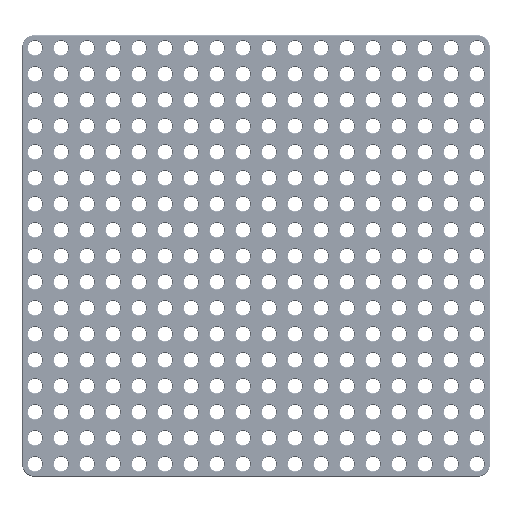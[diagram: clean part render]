
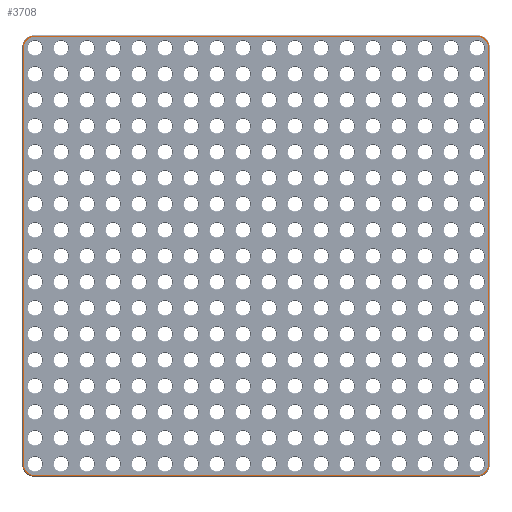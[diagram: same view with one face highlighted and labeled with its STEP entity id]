
A CAD part, top view. The second image highlights one B-rep face of the part: STEP entity #3708.
In plain terms, the highlighted planar face has unit normal (0, 0, 1).
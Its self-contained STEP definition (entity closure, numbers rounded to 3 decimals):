
#126 = VERTEX_POINT('',#127);
#127 = CARTESIAN_POINT('',(0.,-5.95,3.125));
#135 = VERTEX_POINT('',#136);
#136 = CARTESIAN_POINT('',(212.5,-5.95,3.125));
#142 = EDGE_CURVE('',#126,#135,#143,.T.);
#143 = LINE('',#144,#145);
#144 = CARTESIAN_POINT('',(0.,-5.95,3.125));
#145 = VECTOR('',#146,1.);
#146 = DIRECTION('',(1.,0.,0.));
#246 = VERTEX_POINT('',#247);
#247 = CARTESIAN_POINT('',(-5.95,0.,3.125));
#255 = EDGE_CURVE('',#246,#126,#256,.T.);
#256 = CIRCLE('',#257,5.95);
#257 = AXIS2_PLACEMENT_3D('',#258,#259,#260);
#258 = CARTESIAN_POINT('',(0.,0.,3.125));
#259 = DIRECTION('',(0.,0.,1.));
#260 = DIRECTION('',(-1.,0.,0.));
#3708 = ADVANCED_FACE('',(#3709,#3762),#3832,.T.);
#3709 = FACE_BOUND('',#3710,.T.);
#3710 = EDGE_LOOP('',(#3711,#3712,#3713,#3722,#3730,#3739,#3747,#3756));
#3711 = ORIENTED_EDGE('',*,*,#255,.T.);
#3712 = ORIENTED_EDGE('',*,*,#142,.T.);
#3713 = ORIENTED_EDGE('',*,*,#3714,.T.);
#3714 = EDGE_CURVE('',#135,#3715,#3717,.T.);
#3715 = VERTEX_POINT('',#3716);
#3716 = CARTESIAN_POINT('',(218.45,0.,3.125));
#3717 = CIRCLE('',#3718,5.95);
#3718 = AXIS2_PLACEMENT_3D('',#3719,#3720,#3721);
#3719 = CARTESIAN_POINT('',(212.5,0.,3.125));
#3720 = DIRECTION('',(-0.,0.,1.));
#3721 = DIRECTION('',(0.,-1.,0.));
#3722 = ORIENTED_EDGE('',*,*,#3723,.T.);
#3723 = EDGE_CURVE('',#3715,#3724,#3726,.T.);
#3724 = VERTEX_POINT('',#3725);
#3725 = CARTESIAN_POINT('',(218.45,200.,3.125));
#3726 = LINE('',#3727,#3728);
#3727 = CARTESIAN_POINT('',(218.45,0.,3.125));
#3728 = VECTOR('',#3729,1.);
#3729 = DIRECTION('',(0.,1.,0.));
#3730 = ORIENTED_EDGE('',*,*,#3731,.T.);
#3731 = EDGE_CURVE('',#3724,#3732,#3734,.T.);
#3732 = VERTEX_POINT('',#3733);
#3733 = CARTESIAN_POINT('',(212.5,205.95,3.125));
#3734 = CIRCLE('',#3735,5.95);
#3735 = AXIS2_PLACEMENT_3D('',#3736,#3737,#3738);
#3736 = CARTESIAN_POINT('',(212.5,200.,3.125));
#3737 = DIRECTION('',(-0.,0.,1.));
#3738 = DIRECTION('',(1.,0.,0.));
#3739 = ORIENTED_EDGE('',*,*,#3740,.T.);
#3740 = EDGE_CURVE('',#3732,#3741,#3743,.T.);
#3741 = VERTEX_POINT('',#3742);
#3742 = CARTESIAN_POINT('',(0.,205.95,3.125));
#3743 = LINE('',#3744,#3745);
#3744 = CARTESIAN_POINT('',(212.5,205.95,3.125));
#3745 = VECTOR('',#3746,1.);
#3746 = DIRECTION('',(-1.,0.,0.));
#3747 = ORIENTED_EDGE('',*,*,#3748,.T.);
#3748 = EDGE_CURVE('',#3741,#3749,#3751,.T.);
#3749 = VERTEX_POINT('',#3750);
#3750 = CARTESIAN_POINT('',(-5.95,200.,3.125));
#3751 = CIRCLE('',#3752,5.95);
#3752 = AXIS2_PLACEMENT_3D('',#3753,#3754,#3755);
#3753 = CARTESIAN_POINT('',(0.,200.,3.125));
#3754 = DIRECTION('',(0.,-0.,1.));
#3755 = DIRECTION('',(0.,1.,0.));
#3756 = ORIENTED_EDGE('',*,*,#3757,.T.);
#3757 = EDGE_CURVE('',#3749,#246,#3758,.T.);
#3758 = LINE('',#3759,#3760);
#3759 = CARTESIAN_POINT('',(-5.95,200.,3.125));
#3760 = VECTOR('',#3761,1.);
#3761 = DIRECTION('',(0.,-1.,0.));
#3762 = FACE_BOUND('',#3763,.T.);
#3763 = EDGE_LOOP('',(#3764,#3775,#3783,#3792,#3800,#3809,#3817,#3826));
#3764 = ORIENTED_EDGE('',*,*,#3765,.F.);
#3765 = EDGE_CURVE('',#3766,#3768,#3770,.T.);
#3766 = VERTEX_POINT('',#3767);
#3767 = CARTESIAN_POINT('',(0.,205.45,3.125));
#3768 = VERTEX_POINT('',#3769);
#3769 = CARTESIAN_POINT('',(-5.45,200.,3.125));
#3770 = CIRCLE('',#3771,5.45);
#3771 = AXIS2_PLACEMENT_3D('',#3772,#3773,#3774);
#3772 = CARTESIAN_POINT('',(0.,200.,3.125));
#3773 = DIRECTION('',(0.,0.,1.));
#3774 = DIRECTION('',(1.,0.,0.));
#3775 = ORIENTED_EDGE('',*,*,#3776,.T.);
#3776 = EDGE_CURVE('',#3766,#3777,#3779,.T.);
#3777 = VERTEX_POINT('',#3778);
#3778 = CARTESIAN_POINT('',(212.5,205.45,3.125));
#3779 = LINE('',#3780,#3781);
#3780 = CARTESIAN_POINT('',(0.,205.45,3.125));
#3781 = VECTOR('',#3782,1.);
#3782 = DIRECTION('',(1.,0.,0.));
#3783 = ORIENTED_EDGE('',*,*,#3784,.F.);
#3784 = EDGE_CURVE('',#3785,#3777,#3787,.T.);
#3785 = VERTEX_POINT('',#3786);
#3786 = CARTESIAN_POINT('',(217.95,200.,3.125));
#3787 = CIRCLE('',#3788,5.45);
#3788 = AXIS2_PLACEMENT_3D('',#3789,#3790,#3791);
#3789 = CARTESIAN_POINT('',(212.5,200.,3.125));
#3790 = DIRECTION('',(0.,0.,1.));
#3791 = DIRECTION('',(1.,0.,0.));
#3792 = ORIENTED_EDGE('',*,*,#3793,.T.);
#3793 = EDGE_CURVE('',#3785,#3794,#3796,.T.);
#3794 = VERTEX_POINT('',#3795);
#3795 = CARTESIAN_POINT('',(217.95,0.,3.125));
#3796 = LINE('',#3797,#3798);
#3797 = CARTESIAN_POINT('',(217.95,200.,3.125));
#3798 = VECTOR('',#3799,1.);
#3799 = DIRECTION('',(0.,-1.,0.));
#3800 = ORIENTED_EDGE('',*,*,#3801,.F.);
#3801 = EDGE_CURVE('',#3802,#3794,#3804,.T.);
#3802 = VERTEX_POINT('',#3803);
#3803 = CARTESIAN_POINT('',(212.5,-5.45,3.125));
#3804 = CIRCLE('',#3805,5.45);
#3805 = AXIS2_PLACEMENT_3D('',#3806,#3807,#3808);
#3806 = CARTESIAN_POINT('',(212.5,0.,3.125));
#3807 = DIRECTION('',(0.,0.,1.));
#3808 = DIRECTION('',(1.,0.,0.));
#3809 = ORIENTED_EDGE('',*,*,#3810,.T.);
#3810 = EDGE_CURVE('',#3802,#3811,#3813,.T.);
#3811 = VERTEX_POINT('',#3812);
#3812 = CARTESIAN_POINT('',(0.,-5.45,3.125));
#3813 = LINE('',#3814,#3815);
#3814 = CARTESIAN_POINT('',(212.5,-5.45,3.125));
#3815 = VECTOR('',#3816,1.);
#3816 = DIRECTION('',(-1.,0.,0.));
#3817 = ORIENTED_EDGE('',*,*,#3818,.F.);
#3818 = EDGE_CURVE('',#3819,#3811,#3821,.T.);
#3819 = VERTEX_POINT('',#3820);
#3820 = CARTESIAN_POINT('',(-5.45,0.,3.125));
#3821 = CIRCLE('',#3822,5.45);
#3822 = AXIS2_PLACEMENT_3D('',#3823,#3824,#3825);
#3823 = CARTESIAN_POINT('',(0.,0.,3.125));
#3824 = DIRECTION('',(0.,0.,1.));
#3825 = DIRECTION('',(1.,0.,0.));
#3826 = ORIENTED_EDGE('',*,*,#3827,.T.);
#3827 = EDGE_CURVE('',#3819,#3768,#3828,.T.);
#3828 = LINE('',#3829,#3830);
#3829 = CARTESIAN_POINT('',(-5.45,0.,3.125));
#3830 = VECTOR('',#3831,1.);
#3831 = DIRECTION('',(0.,1.,0.));
#3832 = PLANE('',#3833);
#3833 = AXIS2_PLACEMENT_3D('',#3834,#3835,#3836);
#3834 = CARTESIAN_POINT('',(106.25,100.,3.125));
#3835 = DIRECTION('',(0.,0.,1.));
#3836 = DIRECTION('',(1.,0.,0.));
